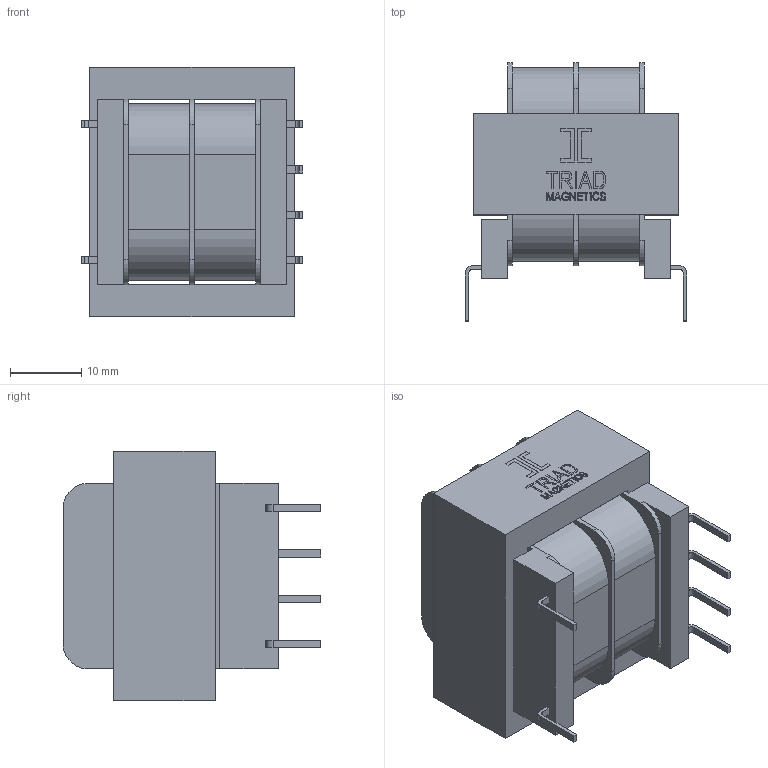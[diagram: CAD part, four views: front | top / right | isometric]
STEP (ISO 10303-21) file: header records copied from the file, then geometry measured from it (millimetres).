
FILE_DESCRIPTION (( 'STEP AP214' ), '1' );
FILE_NAME ('F36-65.STEP', '2013-12-28T05:03:28', ( '' ), ( '' ), 'SwSTEP 2.0', 'SolidWorks 2013', '' );
FILE_SCHEMA (( 'AUTOMOTIVE_DESIGN' ));
Length unit declared in the file: inch
Products named in the file (1): F36-65
Bounding box: 30.99 x 36.09 x 34.95 mm (x, y, z)
Volume: 20754.9 mm3; surface area: 7983.5 mm2
Topology: 1 solids, 1 shells, 330 faces, 906 edges, 596 vertices
Faces by surface type: plane 249, bspline 49, cylinder 32
Entity records: 17372 total; most frequent: CARTESIAN_POINT 4930, ORIENTED_EDGE 1812, DIRECTION 1436, EDGE_CURVE 906, LINE 744, VECTOR 744, VERTEX_POINT 596, EDGE_LOOP 364
